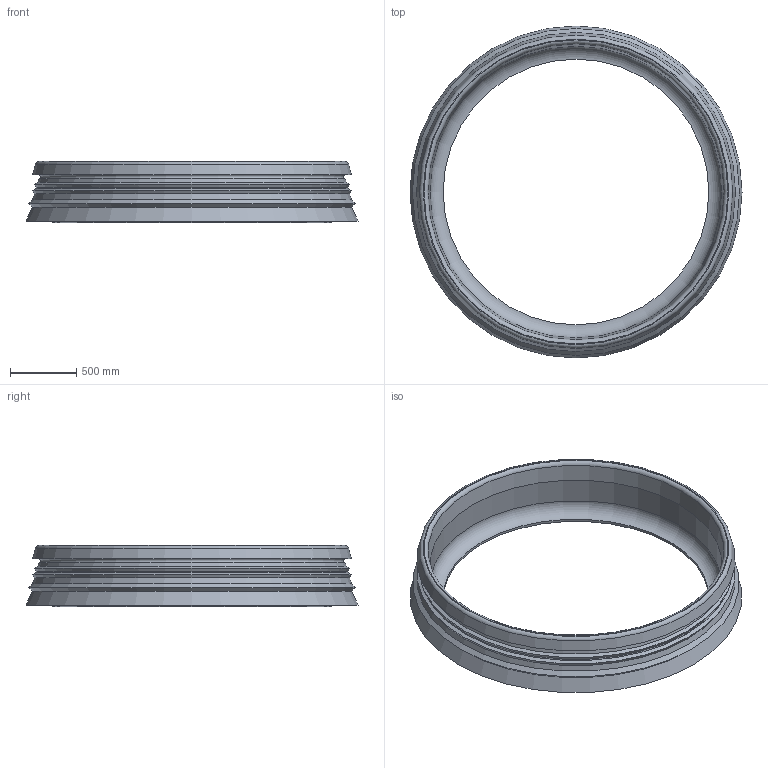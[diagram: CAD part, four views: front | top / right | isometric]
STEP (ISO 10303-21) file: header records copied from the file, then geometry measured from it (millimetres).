
FILE_DESCRIPTION(/* description */ (''),/* implementation_level */ '2;1');
FILE_NAME(/* name */ '09112.200X_3D.stp',/* time_stamp */ '2024-12-11T14:21:13+01:00',/* author */ ('CAD'),/* organization */ (''),/* preprocessor_version */ 'ST-DEVELOPER v20',/* originating_system */ 'AutoCAD Mechanical',/* authorisation */ '');
FILE_SCHEMA (('AUTOMOTIVE_DESIGN { 1 0 10303 214 3 1 1 }'));
Length unit declared in the file: centimetre
Products named in the file (1): Product
Bounding box: 2500 x 2500 x 460 mm (x, y, z)
Volume: 276279444 mm3; surface area: 10399074.4 mm2
Topology: 1 solids, 1 shells, 25 faces, 50 edges, 30 vertices
Faces by surface type: cone 13, torus 5, plane 5, cylinder 2
Full cylindrical faces by diameter (mm): 2000 x1, 2200 x1
Entity records: 686 total; most frequent: DIRECTION 137, CARTESIAN_POINT 106, ORIENTED_EDGE 100, AXIS2_PLACEMENT_3D 61, EDGE_CURVE 50, CIRCLE 35, EDGE_LOOP 30, VERTEX_POINT 30
